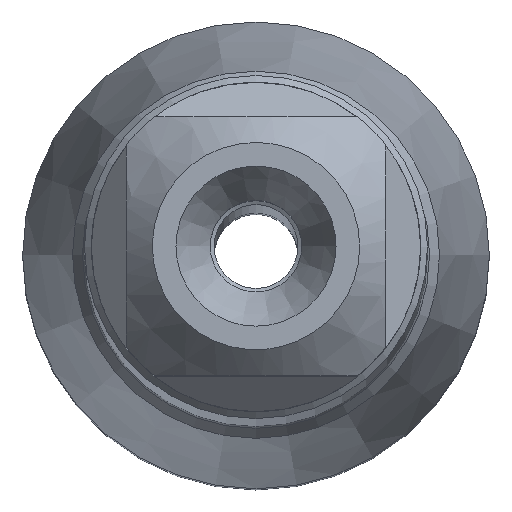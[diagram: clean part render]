
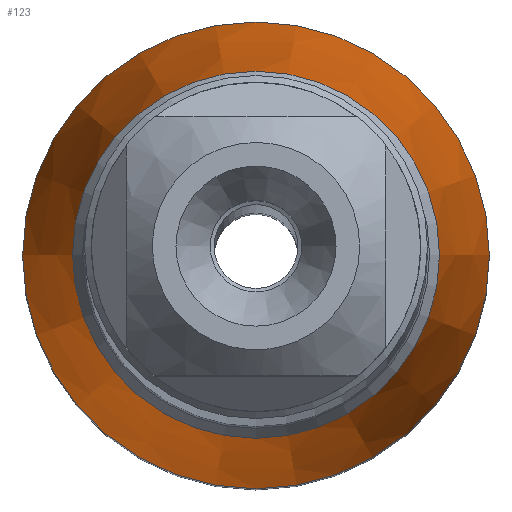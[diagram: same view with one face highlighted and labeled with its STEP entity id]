
A CAD part, top view. The second image highlights one B-rep face of the part: STEP entity #123.
In plain terms, the highlighted conical face has half-angle 8 degrees and reference radius 2.408 mm.
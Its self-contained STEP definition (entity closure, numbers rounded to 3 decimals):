
#97=CONICAL_SURFACE('',#516,2.408,8.);
#123=ADVANCED_FACE('',(#166,#167),#97,.T.);
#166=FACE_BOUND('',#216,.T.);
#167=FACE_BOUND('',#217,.T.);
#216=EDGE_LOOP('',(#304));
#217=EDGE_LOOP('',(#305));
#304=ORIENTED_EDGE('',*,*,#388,.F.);
#305=ORIENTED_EDGE('',*,*,#392,.T.);
#344=VERTEX_POINT('',#799);
#348=VERTEX_POINT('',#810);
#388=EDGE_CURVE('',#344,#344,#412,.T.);
#392=EDGE_CURVE('',#348,#348,#416,.T.);
#412=CIRCLE('',#508,2.408);
#416=CIRCLE('',#515,3.062);
#508=AXIS2_PLACEMENT_3D('',#798,#625,#626);
#515=AXIS2_PLACEMENT_3D('',#809,#639,#640);
#516=AXIS2_PLACEMENT_3D('',#811,#641,#642);
#625=DIRECTION('',(0.,0.,1.));
#626=DIRECTION('',(1.,0.,0.));
#639=DIRECTION('',(0.,0.,1.));
#640=DIRECTION('',(-1.,0.,0.));
#641=DIRECTION('',(0.,0.,-1.));
#642=DIRECTION('',(-1.,0.,0.));
#798=CARTESIAN_POINT('',(0.,0.,-65.));
#799=CARTESIAN_POINT('',(2.408,0.,-65.));
#809=CARTESIAN_POINT('',(0.,0.,-69.654));
#810=CARTESIAN_POINT('',(-3.062,0.,-69.654));
#811=CARTESIAN_POINT('',(0.,0.,-65.));
